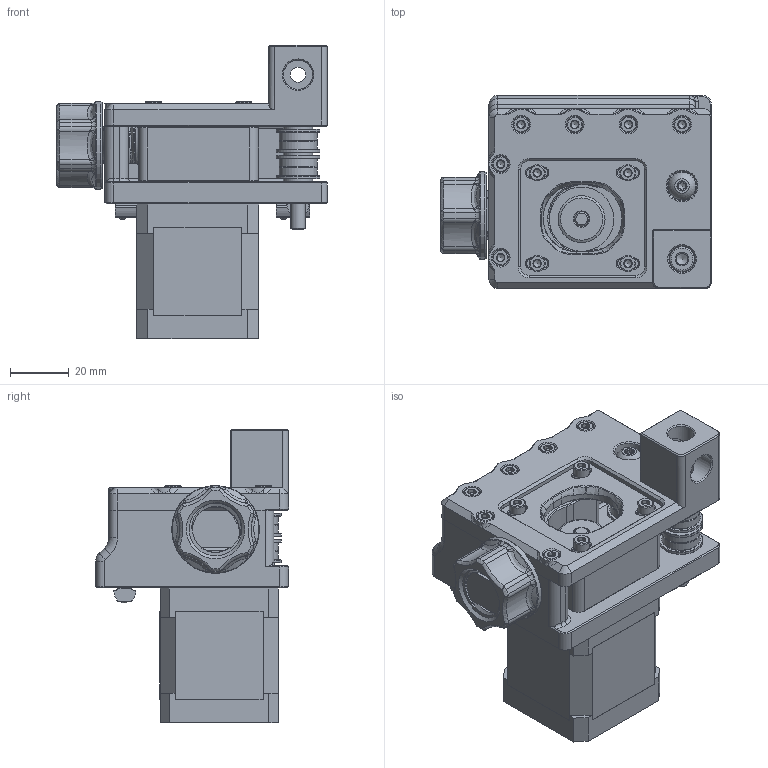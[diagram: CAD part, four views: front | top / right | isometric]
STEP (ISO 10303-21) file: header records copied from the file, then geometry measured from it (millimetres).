
FILE_DESCRIPTION(/* description */ ('STEP AP214'),/* implementation_level */ '2;1');
FILE_NAME(/* name */ '602ced3b3d19551589e59a30',/* time_stamp */ '2021-02-17T10:17:34+00:00',/* author */ (''),/* organization */ (''),/* preprocessor_version */ 'ST-DEVELOPER v18.1',/* originating_system */ ' ',/* authorisation */ ' ');
FILE_SCHEMA (('AUTOMOTIVE_DESIGN {1 0 10303 214 3 1 1}'));
Products named in the file (17): ass_ab_links_V4; F695-2RS; DIN 934 M3; DIN 988 5x10x1 Shim Ring; DIN 912 M3x35; a_drive_left_bottom_V4; GT2_20T; M3-T-Nut; DIN 912 M5x40; M5-T-Nut; DIN 912 M3x30; Motor 17HS19-2004S; [a]_ab_drive_spacer_9mm; [a]_a_drive_left_tensioner_V4; ISO 7380-1 M5x35; [a]_a_drive_knop_V4; a_drive_left_top_V4
Assembly tree (37 placements, depth 2):
  ass_ab_links_V4
    F695-2RS  x6
    DIN 934 M3  x2
    DIN 988 5x10x1 Shim Ring  x5
    DIN 912 M3x35  x8
    a_drive_left_bottom_V4
    GT2_20T
    M3-T-Nut  x4
    DIN 912 M5x40
    M5-T-Nut
    DIN 912 M3x30  x2
    Motor 17HS19-2004S
    [a]_ab_drive_spacer_9mm
    [a]_a_drive_left_tensioner_V4
    ISO 7380-1 M5x35
    [a]_a_drive_knop_V4
    a_drive_left_top_V4
Bounding box: 92.5 x 66 x 100.2 mm (x, y, z)
Volume: 207747.5 mm3; surface area: 69185.6 mm2
Topology: 37 solids, 37 shells, 1592 faces, 3806 edges, 2355 vertices
Faces by surface type: plane 669, cylinder 398, cone 262, bspline 204, torus 54, sphere 5
Full cylindrical faces by diameter (mm): 2.459 x2, 3 x18, 3.134 x4, 3.3 x4, 3.5 x12, 4.134 x1, 5 x16, 5.2 x5, 5.3 x1, 5.5 x10, 5.6 x10, 6.5 x13, 7 x1, 8.5 x1, 8.9 x1, 8.95 x2, 10 x7, 11.5 x12, 13 x6, 15 x6, 16 x2, 22 x1, 30 x1, 33 x1
Entity records: 53062 total; most frequent: CARTESIAN_POINT 26629, ORIENTED_EDGE 5474, DIRECTION 4936, EDGE_CURVE 2737, AXIS2_PLACEMENT_3D 1841, VERTEX_POINT 1794, FACE_BOUND 1487, EDGE_LOOP 1483
